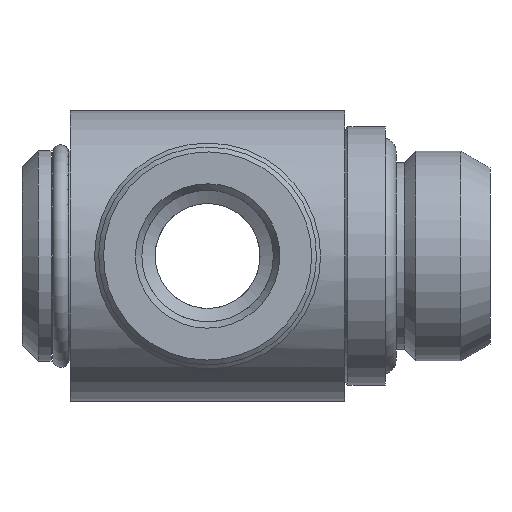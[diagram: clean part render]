
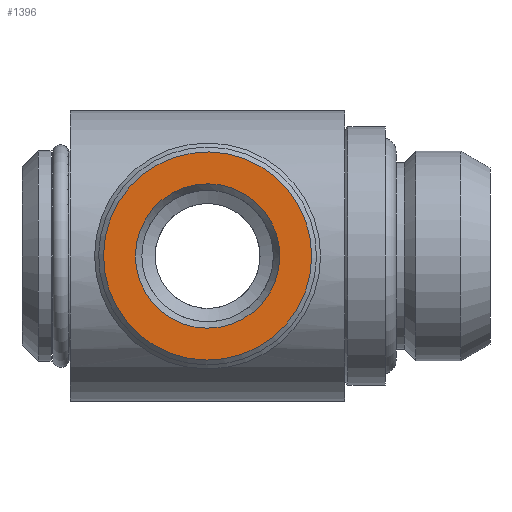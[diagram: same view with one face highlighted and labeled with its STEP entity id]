
A CAD part, left-side view. The second image highlights one B-rep face of the part: STEP entity #1396.
In plain terms, the highlighted planar face has unit normal (-1, 0, 0).
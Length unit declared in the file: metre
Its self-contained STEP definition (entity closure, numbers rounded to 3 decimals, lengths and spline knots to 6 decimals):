
#183=ORIENTED_EDGE('',*,*,#383,.T.);
#184=ORIENTED_EDGE('',*,*,#343,.F.);
#343=EDGE_CURVE('',#445,#445,#532,.T.);
#383=EDGE_CURVE('',#482,#482,#551,.T.);
#445=VERTEX_POINT('',#1890);
#482=VERTEX_POINT('',#2323);
#532=CIRCLE('',#1468,0.00645);
#551=CIRCLE('',#1499,0.004475);
#616=EDGE_LOOP('',(#183));
#617=EDGE_LOOP('',(#184));
#747=FACE_BOUND('',#616,.T.);
#748=FACE_BOUND('',#617,.T.);
#858=PLANE('',#1498);
#1396=ADVANCED_FACE('',(#747,#748),#858,.T.);
#1468=AXIS2_PLACEMENT_3D('',#1889,#1611,#1612);
#1498=AXIS2_PLACEMENT_3D('',#2321,#1683,#1684);
#1499=AXIS2_PLACEMENT_3D('',#2322,#1685,#1686);
#1611=DIRECTION('',(1.,0.,0.));
#1612=DIRECTION('',(0.,-0.631,-0.776));
#1683=DIRECTION('',(-1.,0.,0.));
#1684=DIRECTION('',(0.,0.,1.));
#1685=DIRECTION('',(1.,0.,0.));
#1686=DIRECTION('',(0.,-0.631,-0.776));
#1889=CARTESIAN_POINT('',(-0.0247,0.0175,0.));
#1890=CARTESIAN_POINT('',(-0.0247,0.013428,-0.005002));
#2321=CARTESIAN_POINT('',(-0.0247,0.022502,-0.004072));
#2322=CARTESIAN_POINT('',(-0.0247,0.0175,0.));
#2323=CARTESIAN_POINT('',(-0.0247,0.014675,-0.003471));
